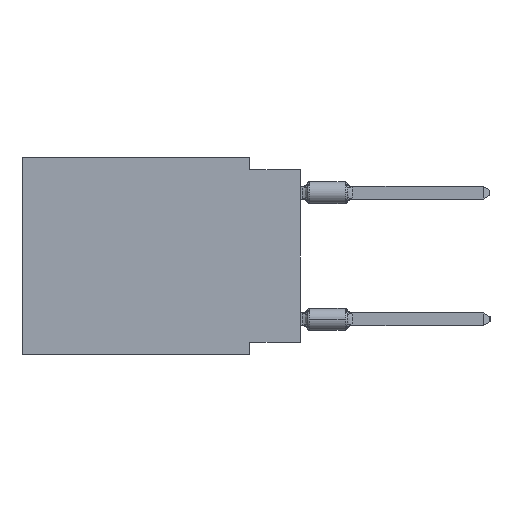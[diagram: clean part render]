
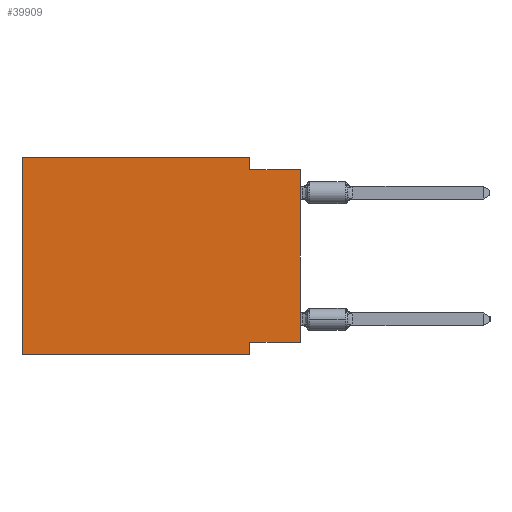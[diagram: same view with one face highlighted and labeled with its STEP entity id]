
A CAD part, left-side view. The second image highlights one B-rep face of the part: STEP entity #39909.
In plain terms, the highlighted planar face has unit normal (-1, 0, 0).
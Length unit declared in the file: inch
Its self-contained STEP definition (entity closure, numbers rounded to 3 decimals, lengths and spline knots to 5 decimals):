
#148 = ORIENTED_EDGE ( 'NONE', *, *, #4173, .F. ) ;
#763 = DIRECTION ( 'NONE',  ( 0., 0., -1. ) ) ;
#989 = DIRECTION ( 'NONE',  ( 0., 0., -1. ) ) ;
#1090 = CARTESIAN_POINT ( 'NONE',  ( 0., 0.55, 0. ) ) ;
#1909 = VERTEX_POINT ( 'NONE', #33235 ) ;
#1924 = VERTEX_POINT ( 'NONE', #1090 ) ;
#2307 = ORIENTED_EDGE ( 'NONE', *, *, #5686, .T. ) ;
#2942 = CARTESIAN_POINT ( 'NONE',  ( 0., 0.1, 0. ) ) ;
#4096 = DIRECTION ( 'NONE',  ( 1., 0., 0. ) ) ;
#4173 = EDGE_CURVE ( 'NONE', #22961, #31184, #29172, .T. ) ;
#5022 = VECTOR ( 'NONE', #16521, 39.37008 ) ;
#5686 = EDGE_CURVE ( 'NONE', #14267, #15438, #34275, .T. ) ;
#5972 = ORIENTED_EDGE ( 'NONE', *, *, #28038, .F. ) ;
#6772 = LINE ( 'NONE', #26485, #5022 ) ;
#6786 = CARTESIAN_POINT ( 'NONE',  ( 0., 0.55, 0. ) ) ;
#6903 = DIRECTION ( 'NONE',  ( 0., 0., 1. ) ) ;
#7102 = ORIENTED_EDGE ( 'NONE', *, *, #27670, .T. ) ;
#7139 = CARTESIAN_POINT ( 'NONE',  ( 0., 0.1, -0.39 ) ) ;
#7143 = LINE ( 'NONE', #35196, #21581 ) ;
#7583 = PLANE ( 'NONE',  #15470 ) ;
#9572 = CARTESIAN_POINT ( 'NONE',  ( 0., 0.55, -0.39 ) ) ;
#10203 = EDGE_CURVE ( 'NONE', #1909, #15438, #6772, .T. ) ;
#10554 = DIRECTION ( 'NONE',  ( 0., 1., 0. ) ) ;
#10805 = CARTESIAN_POINT ( 'NONE',  ( 0., 0.55, 0. ) ) ;
#13225 = CARTESIAN_POINT ( 'NONE',  ( 0., 0.55, 0. ) ) ;
#13645 = CARTESIAN_POINT ( 'NONE',  ( 0., 0., -0.365 ) ) ;
#14267 = VERTEX_POINT ( 'NONE', #26606 ) ;
#14489 = CARTESIAN_POINT ( 'NONE',  ( 0., 0., 0. ) ) ;
#15223 = VECTOR ( 'NONE', #35021, 39.37008 ) ;
#15438 = VERTEX_POINT ( 'NONE', #7139 ) ;
#15470 = AXIS2_PLACEMENT_3D ( 'NONE', #13225, #4096, #989 ) ;
#16521 = DIRECTION ( 'NONE',  ( 0., 0., -1. ) ) ;
#16963 = CARTESIAN_POINT ( 'NONE',  ( 0., 0., -0.365 ) ) ;
#17203 = LINE ( 'NONE', #14489, #39743 ) ;
#18493 = EDGE_CURVE ( 'NONE', #31184, #18844, #7143, .T. ) ;
#18844 = VERTEX_POINT ( 'NONE', #19552 ) ;
#19552 = CARTESIAN_POINT ( 'NONE',  ( 0., 0., -0.025 ) ) ;
#19788 = VECTOR ( 'NONE', #6903, 39.37008 ) ;
#19823 = DIRECTION ( 'NONE',  ( 0., -1., 0. ) ) ;
#20717 = DIRECTION ( 'NONE',  ( 0., 0., 1. ) ) ;
#21581 = VECTOR ( 'NONE', #19823, 39.37008 ) ;
#21964 = EDGE_CURVE ( 'NONE', #25065, #1909, #28465, .T. ) ;
#22298 = LINE ( 'NONE', #10805, #19788 ) ;
#22961 = VERTEX_POINT ( 'NONE', #2942 ) ;
#24318 = VECTOR ( 'NONE', #10554, 39.37008 ) ;
#24534 = DIRECTION ( 'NONE',  ( 0., -1., 0. ) ) ;
#24579 = CARTESIAN_POINT ( 'NONE',  ( 0., 0.1, -0.025 ) ) ;
#25065 = VERTEX_POINT ( 'NONE', #13645 ) ;
#25897 = LINE ( 'NONE', #6786, #15223 ) ;
#25898 = FACE_OUTER_BOUND ( 'NONE', #32092, .T. ) ;
#26485 = CARTESIAN_POINT ( 'NONE',  ( 0., 0.1, -0.39 ) ) ;
#26606 = CARTESIAN_POINT ( 'NONE',  ( 0., 0.55, -0.39 ) ) ;
#27248 = ORIENTED_EDGE ( 'NONE', *, *, #32533, .F. ) ;
#27670 = EDGE_CURVE ( 'NONE', #25065, #18844, #17203, .T. ) ;
#28038 = EDGE_CURVE ( 'NONE', #1924, #22961, #25897, .T. ) ;
#28465 = LINE ( 'NONE', #16963, #24318 ) ;
#29172 = LINE ( 'NONE', #38307, #36196 ) ;
#31184 = VERTEX_POINT ( 'NONE', #24579 ) ;
#32092 = EDGE_LOOP ( 'NONE', ( #7102, #37905, #148, #5972, #27248, #2307, #37756, #32354 ) ) ;
#32354 = ORIENTED_EDGE ( 'NONE', *, *, #21964, .F. ) ;
#32533 = EDGE_CURVE ( 'NONE', #14267, #1924, #22298, .T. ) ;
#33235 = CARTESIAN_POINT ( 'NONE',  ( 0., 0.1, -0.365 ) ) ;
#34275 = LINE ( 'NONE', #9572, #35522 ) ;
#35021 = DIRECTION ( 'NONE',  ( 0., -1., 0. ) ) ;
#35196 = CARTESIAN_POINT ( 'NONE',  ( 0., 0., -0.025 ) ) ;
#35522 = VECTOR ( 'NONE', #24534, 39.37008 ) ;
#36196 = VECTOR ( 'NONE', #763, 39.37008 ) ;
#37756 = ORIENTED_EDGE ( 'NONE', *, *, #10203, .F. ) ;
#37905 = ORIENTED_EDGE ( 'NONE', *, *, #18493, .F. ) ;
#38307 = CARTESIAN_POINT ( 'NONE',  ( 0., 0.1, 0. ) ) ;
#39743 = VECTOR ( 'NONE', #20717, 39.37008 ) ;
#39909 = ADVANCED_FACE ( 'NONE', ( #25898 ), #7583, .F. ) ;
